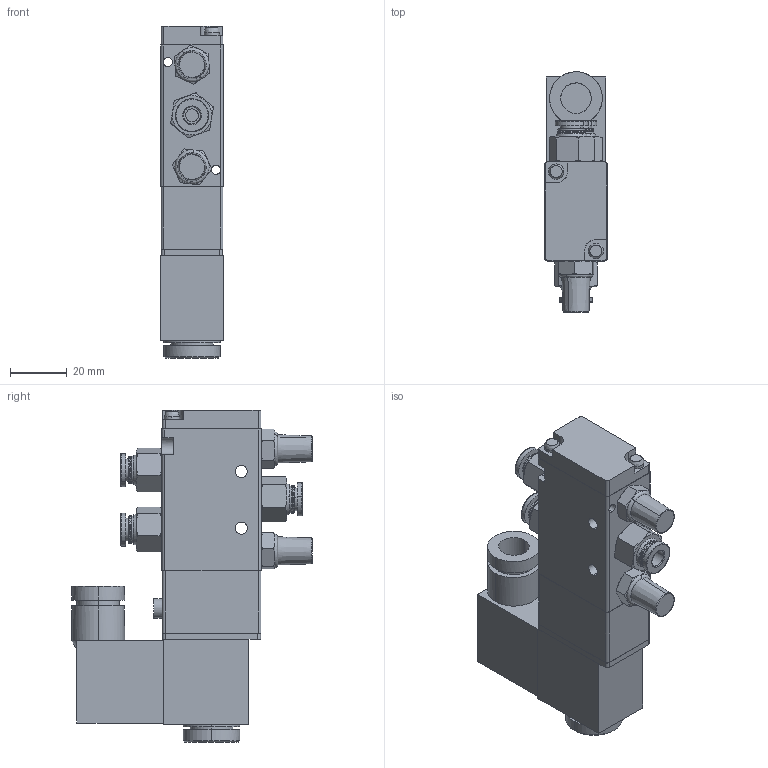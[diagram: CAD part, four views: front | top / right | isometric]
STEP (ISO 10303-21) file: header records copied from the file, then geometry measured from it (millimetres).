
FILE_DESCRIPTION(('CATIA V5 STEP Exchange'),'2;1');
FILE_NAME('AirTac-4V21008.stp','2022-01-19T09:06:42+00:00',('none'),('none'),'CATIA Version 5 Release 21 GA (IN-10)','CATIA V5 STEP AP203','none');
FILE_SCHEMA(('CONFIG_CONTROL_DESIGN'));
Length unit declared in the file: millimetre
Products named in the file (1): Copy (1) of AirTac-4V21008
Assembly tree (6 placements, depth 2):
  Copy (1) of AirTac-4V21008
    #58  x3
    #2836
    #7856  x2
Bounding box: 22 x 84.8 x 117.1 mm (x, y, z)
Volume: 111301.7 mm3; surface area: 30111.6 mm2
Topology: 6 solids, 6 shells, 396 faces, 1004 edges, 648 vertices
Faces by surface type: plane 121, cylinder 110, cone 97, bspline 68
Entity records: 9002 total; most frequent: CARTESIAN_POINT 3846, ORIENTED_EDGE 1160, DIRECTION 815, EDGE_CURVE 580, VERTEX_POINT 377, AXIS2_PLACEMENT_3D 353, EDGE_LOOP 271, VECTOR 241
